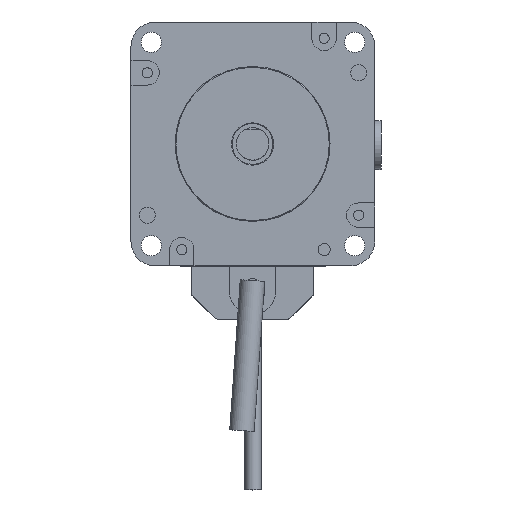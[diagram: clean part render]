
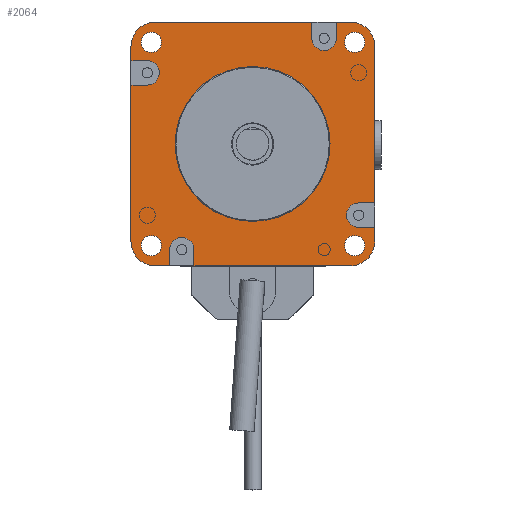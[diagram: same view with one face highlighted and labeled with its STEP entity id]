
A CAD part, top view. The second image highlights one B-rep face of the part: STEP entity #2064.
In plain terms, the highlighted planar face has unit normal (0, 0, 1).
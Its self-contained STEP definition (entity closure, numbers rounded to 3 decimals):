
#480=FACE_BOUND('',#3791,.T.);
#481=FACE_BOUND('',#3792,.T.);
#482=FACE_BOUND('',#3793,.T.);
#483=FACE_BOUND('',#3794,.T.);
#484=FACE_BOUND('',#3795,.T.);
#485=FACE_BOUND('',#3796,.T.);
#1239=CIRCLE('',#13080,2.5);
#1241=CIRCLE('',#13083,2.5);
#1243=CIRCLE('',#13086,2.5);
#1245=CIRCLE('',#13089,2.5);
#1247=CIRCLE('',#13092,6.);
#1249=CIRCLE('',#13096,3.);
#1251=CIRCLE('',#13101,6.);
#1253=CIRCLE('',#13106,3.);
#1255=CIRCLE('',#13111,6.178);
#1257=CIRCLE('',#13116,3.);
#1259=CIRCLE('',#13120,6.016);
#1261=CIRCLE('',#13125,3.);
#1262=CIRCLE('',#13131,5.);
#2064=ADVANCED_FACE('',(#480,#481,#482,#483,#484,#485),#2711,.T.);
#2711=PLANE('',#13132);
#3791=EDGE_LOOP('',(#5491,#5492,#5493,#5494,#5495,#5496,#5497,#5498,#5499,
#5500,#5501,#5502,#5503,#5504,#5505,#5506,#5507,#5508,#5509,#5510,#5511,
#5512,#5513,#5514));
#3792=EDGE_LOOP('',(#5515));
#3793=EDGE_LOOP('',(#5516));
#3794=EDGE_LOOP('',(#5517));
#3795=EDGE_LOOP('',(#5518));
#3796=EDGE_LOOP('',(#5519));
#5491=ORIENTED_EDGE('',*,*,#9628,.T.);
#5492=ORIENTED_EDGE('',*,*,#9635,.T.);
#5493=ORIENTED_EDGE('',*,*,#9639,.T.);
#5494=ORIENTED_EDGE('',*,*,#9570,.T.);
#5495=ORIENTED_EDGE('',*,*,#9583,.T.);
#5496=ORIENTED_EDGE('',*,*,#9580,.T.);
#5497=ORIENTED_EDGE('',*,*,#9577,.T.);
#5498=ORIENTED_EDGE('',*,*,#9574,.T.);
#5499=ORIENTED_EDGE('',*,*,#9589,.T.);
#5500=ORIENTED_EDGE('',*,*,#9586,.T.);
#5501=ORIENTED_EDGE('',*,*,#9601,.T.);
#5502=ORIENTED_EDGE('',*,*,#9598,.T.);
#5503=ORIENTED_EDGE('',*,*,#9595,.T.);
#5504=ORIENTED_EDGE('',*,*,#9592,.T.);
#5505=ORIENTED_EDGE('',*,*,#9625,.T.);
#5506=ORIENTED_EDGE('',*,*,#9604,.T.);
#5507=ORIENTED_EDGE('',*,*,#9617,.T.);
#5508=ORIENTED_EDGE('',*,*,#9613,.F.);
#5509=ORIENTED_EDGE('',*,*,#9615,.F.);
#5510=ORIENTED_EDGE('',*,*,#9609,.F.);
#5511=ORIENTED_EDGE('',*,*,#9623,.T.);
#5512=ORIENTED_EDGE('',*,*,#9620,.T.);
#5513=ORIENTED_EDGE('',*,*,#9637,.T.);
#5514=ORIENTED_EDGE('',*,*,#9631,.T.);
#5515=ORIENTED_EDGE('',*,*,#9567,.F.);
#5516=ORIENTED_EDGE('',*,*,#9565,.F.);
#5517=ORIENTED_EDGE('',*,*,#9563,.F.);
#5518=ORIENTED_EDGE('',*,*,#9561,.F.);
#5519=ORIENTED_EDGE('',*,*,#9640,.T.);
#8284=VERTEX_POINT('',#19379);
#8286=VERTEX_POINT('',#19384);
#8288=VERTEX_POINT('',#19389);
#8290=VERTEX_POINT('',#19394);
#8293=VERTEX_POINT('',#19400);
#8294=VERTEX_POINT('',#19402);
#8297=VERTEX_POINT('',#19409);
#8298=VERTEX_POINT('',#19411);
#8300=VERTEX_POINT('',#19417);
#8302=VERTEX_POINT('',#19423);
#8305=VERTEX_POINT('',#19433);
#8306=VERTEX_POINT('',#19435);
#8309=VERTEX_POINT('',#19445);
#8310=VERTEX_POINT('',#19447);
#8312=VERTEX_POINT('',#19453);
#8314=VERTEX_POINT('',#19459);
#8317=VERTEX_POINT('',#19469);
#8318=VERTEX_POINT('',#19471);
#8319=VERTEX_POINT('',#19475);
#8322=VERTEX_POINT('',#19480);
#8324=VERTEX_POINT('',#19485);
#8326=VERTEX_POINT('',#19489);
#8329=VERTEX_POINT('',#19502);
#8330=VERTEX_POINT('',#19504);
#8333=VERTEX_POINT('',#19517);
#8334=VERTEX_POINT('',#19519);
#8336=VERTEX_POINT('',#19525);
#8338=VERTEX_POINT('',#19531);
#8339=VERTEX_POINT('',#19541);
#9561=EDGE_CURVE('',#8284,#8284,#1239,.T.);
#9563=EDGE_CURVE('',#8286,#8286,#1241,.T.);
#9565=EDGE_CURVE('',#8288,#8288,#1243,.T.);
#9567=EDGE_CURVE('',#8290,#8290,#1245,.T.);
#9570=EDGE_CURVE('',#8294,#8293,#1247,.T.);
#9574=EDGE_CURVE('',#8298,#8297,#11125,.T.);
#9577=EDGE_CURVE('',#8300,#8298,#1249,.T.);
#9580=EDGE_CURVE('',#8302,#8300,#11129,.T.);
#9583=EDGE_CURVE('',#8293,#8302,#11132,.T.);
#9586=EDGE_CURVE('',#8306,#8305,#1251,.T.);
#9589=EDGE_CURVE('',#8297,#8306,#11136,.T.);
#9592=EDGE_CURVE('',#8310,#8309,#11139,.T.);
#9595=EDGE_CURVE('',#8312,#8310,#1253,.T.);
#9598=EDGE_CURVE('',#8314,#8312,#11143,.T.);
#9601=EDGE_CURVE('',#8305,#8314,#11146,.T.);
#9604=EDGE_CURVE('',#8318,#8317,#1255,.T.);
#9609=EDGE_CURVE('',#8322,#8319,#11152,.T.);
#9613=EDGE_CURVE('',#8326,#8324,#11156,.T.);
#9615=EDGE_CURVE('',#8319,#8326,#1257,.T.);
#9617=EDGE_CURVE('',#8317,#8324,#11158,.T.);
#9620=EDGE_CURVE('',#8330,#8329,#1259,.T.);
#9623=EDGE_CURVE('',#8322,#8330,#11162,.T.);
#9625=EDGE_CURVE('',#8309,#8318,#11164,.T.);
#9628=EDGE_CURVE('',#8334,#8333,#1261,.T.);
#9631=EDGE_CURVE('',#8336,#8334,#11168,.T.);
#9635=EDGE_CURVE('',#8333,#8338,#11172,.T.);
#9637=EDGE_CURVE('',#8329,#8336,#11174,.T.);
#9639=EDGE_CURVE('',#8338,#8294,#11176,.T.);
#9640=EDGE_CURVE('',#8339,#8339,#1262,.T.);
#11125=LINE('',#19410,#12044);
#11129=LINE('',#19422,#12048);
#11132=LINE('',#19427,#12051);
#11136=LINE('',#19439,#12055);
#11139=LINE('',#19446,#12058);
#11143=LINE('',#19458,#12062);
#11146=LINE('',#19463,#12065);
#11152=LINE('',#19481,#12071);
#11156=LINE('',#19490,#12075);
#11158=LINE('',#19496,#12077);
#11162=LINE('',#19508,#12081);
#11164=LINE('',#19511,#12083);
#11168=LINE('',#19524,#12087);
#11172=LINE('',#19532,#12091);
#11174=LINE('',#19535,#12093);
#11176=LINE('',#19538,#12095);
#12044=VECTOR('',#15340,1.);
#12048=VECTOR('',#15352,1.);
#12051=VECTOR('',#15357,1.);
#12055=VECTOR('',#15369,1.);
#12058=VECTOR('',#15374,1.);
#12062=VECTOR('',#15386,1.);
#12065=VECTOR('',#15391,1.);
#12071=VECTOR('',#15405,1.);
#12075=VECTOR('',#15411,1.);
#12077=VECTOR('',#15421,1.);
#12081=VECTOR('',#15433,1.);
#12083=VECTOR('',#15437,1.);
#12087=VECTOR('',#15449,1.);
#12091=VECTOR('',#15455,1.);
#12093=VECTOR('',#15459,1.);
#12095=VECTOR('',#15463,1.);
#13080=AXIS2_PLACEMENT_3D('',#19378,#15308,#15309);
#13083=AXIS2_PLACEMENT_3D('',#19383,#15314,#15315);
#13086=AXIS2_PLACEMENT_3D('',#19388,#15320,#15321);
#13089=AXIS2_PLACEMENT_3D('',#19393,#15326,#15327);
#13092=AXIS2_PLACEMENT_3D('',#19401,#15333,#15334);
#13096=AXIS2_PLACEMENT_3D('',#19416,#15346,#15347);
#13101=AXIS2_PLACEMENT_3D('',#19434,#15363,#15364);
#13106=AXIS2_PLACEMENT_3D('',#19452,#15380,#15381);
#13111=AXIS2_PLACEMENT_3D('',#19470,#15397,#15398);
#13116=AXIS2_PLACEMENT_3D('',#19493,#15416,#15417);
#13120=AXIS2_PLACEMENT_3D('',#19503,#15427,#15428);
#13125=AXIS2_PLACEMENT_3D('',#19518,#15443,#15444);
#13131=AXIS2_PLACEMENT_3D('',#19540,#15466,#15467);
#13132=AXIS2_PLACEMENT_3D('',#19542,#15468,#15469);
#15308=DIRECTION('',(0.,0.,1.));
#15309=DIRECTION('',(1.,0.,0.));
#15314=DIRECTION('',(0.,0.,1.));
#15315=DIRECTION('',(1.,0.,0.));
#15320=DIRECTION('',(0.,0.,1.));
#15321=DIRECTION('',(1.,0.,0.));
#15326=DIRECTION('',(0.,0.,1.));
#15327=DIRECTION('',(1.,0.,0.));
#15333=DIRECTION('',(0.,0.,1.));
#15334=DIRECTION('',(1.,0.,0.));
#15340=DIRECTION('',(-1.,0.,0.));
#15346=DIRECTION('',(0.,0.,-1.));
#15347=DIRECTION('',(0.,1.,0.));
#15352=DIRECTION('',(1.,0.,0.));
#15357=DIRECTION('',(0.,-1.,0.));
#15363=DIRECTION('',(0.,0.,1.));
#15364=DIRECTION('',(1.,0.,0.));
#15369=DIRECTION('',(0.,-1.,0.));
#15374=DIRECTION('',(0.,-1.,0.));
#15380=DIRECTION('',(0.,0.,-1.));
#15381=DIRECTION('',(-1.,0.,0.));
#15386=DIRECTION('',(0.,1.,0.));
#15391=DIRECTION('',(1.,0.,0.));
#15397=DIRECTION('',(0.,0.,1.));
#15398=DIRECTION('',(1.,0.,0.));
#15405=DIRECTION('',(-1.,0.,0.));
#15411=DIRECTION('',(1.,0.,0.));
#15416=DIRECTION('',(0.,0.,1.));
#15417=DIRECTION('',(0.,-1.,0.));
#15421=DIRECTION('',(0.,1.,0.));
#15427=DIRECTION('',(0.,0.,1.));
#15428=DIRECTION('',(1.,0.,0.));
#15433=DIRECTION('',(0.,1.,0.));
#15437=DIRECTION('',(1.,0.,0.));
#15443=DIRECTION('',(0.,0.,-1.));
#15444=DIRECTION('',(1.,0.,0.));
#15449=DIRECTION('',(0.,-1.,0.));
#15455=DIRECTION('',(0.,1.,0.));
#15459=DIRECTION('',(-1.,0.,0.));
#15463=DIRECTION('',(-1.,0.,0.));
#15466=DIRECTION('',(0.,0.,-1.));
#15467=DIRECTION('',(1.,0.,0.));
#15468=DIRECTION('',(0.,0.,1.));
#15469=DIRECTION('',(1.,0.,0.));
#19378=CARTESIAN_POINT('',(25.,25.,0.));
#19379=CARTESIAN_POINT('',(27.5,25.,0.));
#19383=CARTESIAN_POINT('',(25.,-25.,0.));
#19384=CARTESIAN_POINT('',(27.5,-25.,0.));
#19388=CARTESIAN_POINT('',(-25.,25.,0.));
#19389=CARTESIAN_POINT('',(-22.5,25.,0.));
#19393=CARTESIAN_POINT('',(-25.,-25.,0.));
#19394=CARTESIAN_POINT('',(-22.5,-25.,0.));
#19400=CARTESIAN_POINT('',(-30.,24.,0.));
#19401=CARTESIAN_POINT('',(-24.,24.,0.));
#19402=CARTESIAN_POINT('',(-24.,30.,0.));
#19409=CARTESIAN_POINT('',(-30.,14.5,0.));
#19410=CARTESIAN_POINT('',(-26.,14.5,0.));
#19411=CARTESIAN_POINT('',(-26.,14.5,0.));
#19416=CARTESIAN_POINT('',(-26.,17.5,0.));
#19417=CARTESIAN_POINT('',(-26.,20.5,0.));
#19422=CARTESIAN_POINT('',(-30.,20.5,0.));
#19423=CARTESIAN_POINT('',(-30.,20.5,0.));
#19427=CARTESIAN_POINT('',(-30.,24.,0.));
#19433=CARTESIAN_POINT('',(-24.,-30.,0.));
#19434=CARTESIAN_POINT('',(-24.,-24.,0.));
#19435=CARTESIAN_POINT('',(-30.,-24.,0.));
#19439=CARTESIAN_POINT('',(-30.,24.,0.));
#19445=CARTESIAN_POINT('',(-14.5,-30.,0.));
#19446=CARTESIAN_POINT('',(-14.5,-26.,0.));
#19447=CARTESIAN_POINT('',(-14.5,-26.,0.));
#19452=CARTESIAN_POINT('',(-17.5,-26.,0.));
#19453=CARTESIAN_POINT('',(-20.5,-26.,0.));
#19458=CARTESIAN_POINT('',(-20.5,-30.,0.));
#19459=CARTESIAN_POINT('',(-20.5,-30.,0.));
#19463=CARTESIAN_POINT('',(-24.,-30.,0.));
#19469=CARTESIAN_POINT('',(30.,-23.822,0.));
#19470=CARTESIAN_POINT('',(23.822,-23.822,0.));
#19471=CARTESIAN_POINT('',(23.822,-30.,0.));
#19475=CARTESIAN_POINT('',(26.,-14.5,0.));
#19480=CARTESIAN_POINT('',(30.,-14.5,0.));
#19481=CARTESIAN_POINT('',(30.,-14.5,0.));
#19485=CARTESIAN_POINT('',(30.,-20.5,0.));
#19489=CARTESIAN_POINT('',(26.,-20.5,0.));
#19490=CARTESIAN_POINT('',(26.,-20.5,0.));
#19493=CARTESIAN_POINT('',(26.,-17.5,0.));
#19496=CARTESIAN_POINT('',(30.,-23.822,0.));
#19502=CARTESIAN_POINT('',(23.984,30.,0.));
#19503=CARTESIAN_POINT('',(23.984,23.984,0.));
#19504=CARTESIAN_POINT('',(30.,23.984,0.));
#19508=CARTESIAN_POINT('',(30.,-23.822,0.));
#19511=CARTESIAN_POINT('',(-24.,-30.,0.));
#19517=CARTESIAN_POINT('',(14.5,26.,0.));
#19518=CARTESIAN_POINT('',(17.5,26.,0.));
#19519=CARTESIAN_POINT('',(20.5,26.,0.));
#19524=CARTESIAN_POINT('',(20.5,30.,0.));
#19525=CARTESIAN_POINT('',(20.5,30.,0.));
#19531=CARTESIAN_POINT('',(14.5,30.,0.));
#19532=CARTESIAN_POINT('',(14.5,26.,0.));
#19535=CARTESIAN_POINT('',(23.984,30.,0.));
#19538=CARTESIAN_POINT('',(23.984,30.,0.));
#19540=CARTESIAN_POINT('',(-0.089,0.,0.));
#19541=CARTESIAN_POINT('',(4.911,0.,0.));
#19542=CARTESIAN_POINT('',(-24.,-24.,0.));
